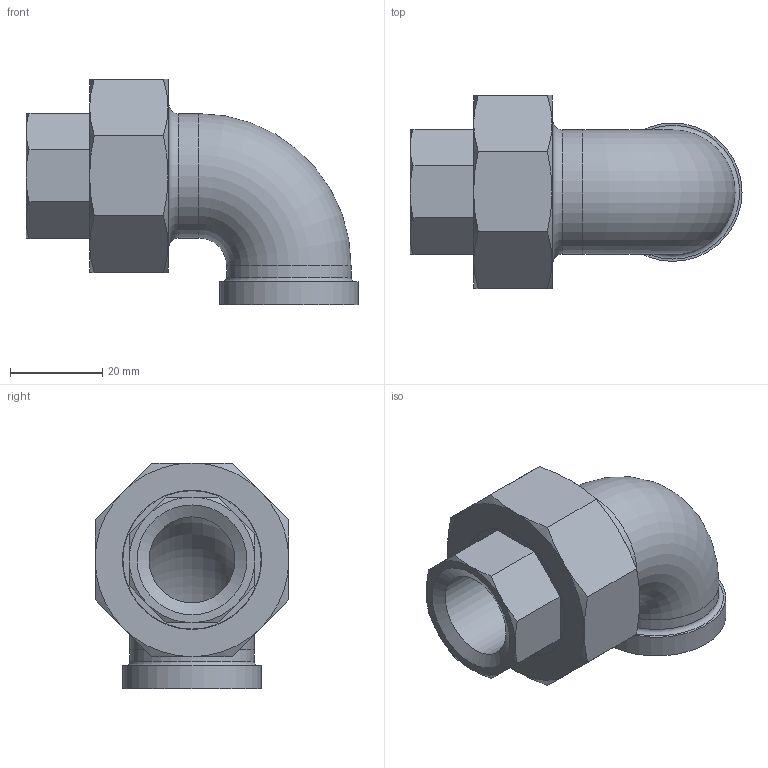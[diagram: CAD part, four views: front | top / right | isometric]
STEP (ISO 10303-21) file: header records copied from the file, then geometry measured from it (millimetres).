
FILE_DESCRIPTION(/* description */ (''),/* implementation_level */ '2;1');
FILE_NAME(/* name */ '3D_R512-DN15_171921300.stp',/* time_stamp */ '2021-07-21T08:47:58+02:00',/* author */ ('cad'),/* organization */ (''),/* preprocessor_version */ 'ST-DEVELOPER v18.1',/* originating_system */ 'Autodesk Inventor 2022',/* authorisation */ '');
FILE_SCHEMA (('AUTOMOTIVE_DESIGN { 1 0 10303 214 3 1 1 }'));
Length unit declared in the file: millimetre
Products named in the file (4): 3D_R512-DN15_171921300; Mutter-DN15; Einschraubteil-R512-DN15; Einlegeteil-R512-DN15
Assembly tree (3 placements, depth 2):
  3D_R512-DN15_171921300
    Mutter-DN15
    Einschraubteil-R512-DN15
    Einlegeteil-R512-DN15
Bounding box: 72 x 42 x 49 mm (x, y, z)
Volume: 33979.7 mm3; surface area: 20140.1 mm2
Topology: 3 solids, 3 shells, 81 faces, 174 edges, 108 vertices
Faces by surface type: cone 32, plane 30, cylinder 12, torus 5, bspline 1, sphere 1
Full cylindrical faces by diameter (mm): 18.631 x2, 19.7 x1, 23 x1, 27 x2, 30 x2, 30.2 x1, 33.5 x1, 33.835 x1, 36 x1
Entity records: 2671 total; most frequent: CARTESIAN_POINT 828, DIRECTION 375, ORIENTED_EDGE 348, EDGE_CURVE 174, AXIS2_PLACEMENT_3D 165, VERTEX_POINT 108, EDGE_LOOP 96, FACE_OUTER_BOUND 81
